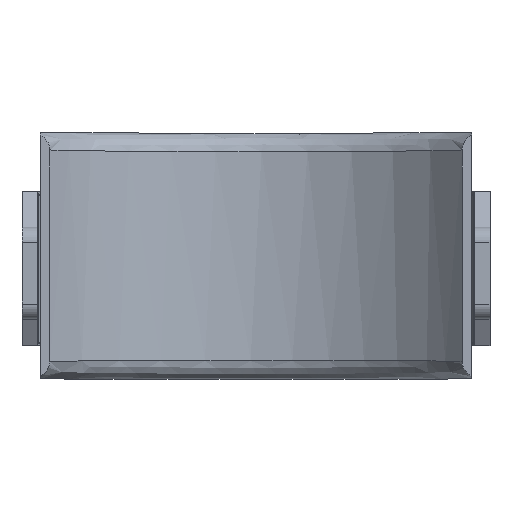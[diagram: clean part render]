
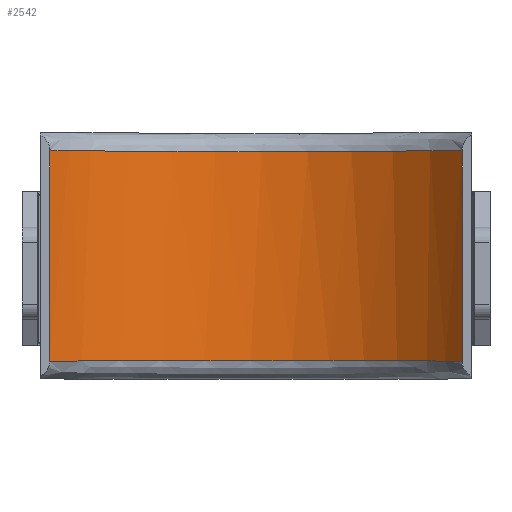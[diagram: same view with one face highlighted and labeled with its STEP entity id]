
A CAD part, front view. The second image highlights one B-rep face of the part: STEP entity #2542.
In plain terms, the highlighted cylindrical face has radius 43 mm (diameter 86 mm), a partial arc.
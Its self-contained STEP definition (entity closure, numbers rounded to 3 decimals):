
#78 = VECTOR ( 'NONE', #9375, 1000. ) ;
#84 = EDGE_CURVE ( 'NONE', #12247, #15249, #14409, .T. ) ;
#263 = CARTESIAN_POINT ( 'NONE',  ( -24.111, -7.251, 17.03 ) ) ;
#341 = CARTESIAN_POINT ( 'NONE',  ( -31.38, -13.557, 17.114 ) ) ;
#418 = CARTESIAN_POINT ( 'NONE',  ( 27.896, -10.238, 17.064 ) ) ;
#589 = CARTESIAN_POINT ( 'NONE',  ( 12.642, -1.777, -17.001 ) ) ;
#668 = CARTESIAN_POINT ( 'NONE',  ( 29.091, -11.293, -17.079 ) ) ;
#817 = CARTESIAN_POINT ( 'NONE',  ( 33.466, -16., -17.161 ) ) ;
#998 = EDGE_LOOP ( 'NONE', ( #2724, #7465, #4402, #1695 ) ) ;
#1151 = CARTESIAN_POINT ( 'NONE',  ( 33.466, -16., 17.161 ) ) ;
#1205 = B_SPLINE_CURVE_WITH_KNOTS ( 'NONE', 3,
 ( #1151, #13277, #9715, #12838, #8277, #14451, #418, #8120, #11831, #9358, #14079, #3481, #6959, #2677, #12190, #11028, #14528, #1587, #5865, #15325, #4633, #8198, #3837, #4711, #13355, #9437, #12998, #5142, #263, #12115, #15248, #10952, #11677, #341, #5067, #9792 ),
 .UNSPECIFIED., .F., .F.,
 ( 4, 2, 2, 2, 2, 2, 2, 2, 2, 2, 2, 2, 2, 2, 2, 2, 2, 4 ),
 ( 0., 0.002, 0.005, 0.01, 0.014, 0.017, 0.019, 0.029, 0.031, 0.034, 0.039, 0.048, 0.053, 0.058, 0.068, 0.07, 0.072, 0.077 ),
 .UNSPECIFIED. ) ;
#1587 = CARTESIAN_POINT ( 'NONE',  ( 6.398, -0.471, 16.999 ) ) ;
#1695 = ORIENTED_EDGE ( 'NONE', *, *, #15326, .T. ) ;
#1754 = CARTESIAN_POINT ( 'NONE',  ( -15.624, -2.907, -17.004 ) ) ;
#2049 = VECTOR ( 'NONE', #10838, 1000. ) ;
#2054 = CARTESIAN_POINT ( 'NONE',  ( 7.978, -0.739, -16.999 ) ) ;
#2169 = EDGE_CURVE ( 'NONE', #15249, #10070, #10122, .T. ) ;
#2395 = CARTESIAN_POINT ( 'NONE',  ( -33.466, -16., -17.161 ) ) ;
#2542 = ADVANCED_FACE ( 'NONE', ( #3834 ), #8555, .F. ) ;
#2571 = AXIS2_PLACEMENT_3D ( 'NONE', #3906, #13274, #2674 ) ;
#2674 = DIRECTION ( 'NONE',  ( -1., 0., 0. ) ) ;
#2677 = CARTESIAN_POINT ( 'NONE',  ( 15.644, -2.818, 17.003 ) ) ;
#2724 = ORIENTED_EDGE ( 'NONE', *, *, #84, .T. ) ;
#2768 = VERTEX_POINT ( 'NONE', #4586 ) ;
#2770 = CARTESIAN_POINT ( 'NONE',  ( -27.886, -10.259, -17.065 ) ) ;
#3224 = CARTESIAN_POINT ( 'NONE',  ( 5.6, -0.359, -16.999 ) ) ;
#3301 = CARTESIAN_POINT ( 'NONE',  ( 15.644, -2.818, -17.003 ) ) ;
#3481 = CARTESIAN_POINT ( 'NONE',  ( 19.983, -4.917, 17.014 ) ) ;
#3834 = FACE_OUTER_BOUND ( 'NONE', #998, .T. ) ;
#3837 = CARTESIAN_POINT ( 'NONE',  ( -6.395, -0.359, 16.999 ) ) ;
#3906 = CARTESIAN_POINT ( 'NONE',  ( 0., -43., 20. ) ) ;
#3924 = CARTESIAN_POINT ( 'NONE',  ( -29.673, -11.868, -17.088 ) ) ;
#4306 = CARTESIAN_POINT ( 'NONE',  ( 8.761, -0.894, -17. ) ) ;
#4402 = ORIENTED_EDGE ( 'NONE', *, *, #4441, .F. ) ;
#4441 = EDGE_CURVE ( 'NONE', #2768, #10070, #9990, .T. ) ;
#4462 = CARTESIAN_POINT ( 'NONE',  ( 6.398, -0.471, -16.999 ) ) ;
#4586 = CARTESIAN_POINT ( 'NONE',  ( 33.466, -16., 17.161 ) ) ;
#4633 = CARTESIAN_POINT ( 'NONE',  ( 1.597, 0., 16.999 ) ) ;
#4711 = CARTESIAN_POINT ( 'NONE',  ( -11.047, -1.413, 17. ) ) ;
#5067 = CARTESIAN_POINT ( 'NONE',  ( -32.455, -14.747, 17.136 ) ) ;
#5142 = CARTESIAN_POINT ( 'NONE',  ( -21.41, -5.574, 17.017 ) ) ;
#5156 = CARTESIAN_POINT ( 'NONE',  ( -21.41, -5.574, -17.017 ) ) ;
#5533 = CARTESIAN_POINT ( 'NONE',  ( -33.466, -16., 17.161 ) ) ;
#5846 = CARTESIAN_POINT ( 'NONE',  ( 33.466, -16., -17.161 ) ) ;
#5865 = CARTESIAN_POINT ( 'NONE',  ( 5.6, -0.359, 16.999 ) ) ;
#6476 = CARTESIAN_POINT ( 'NONE',  ( 32.961, -15.373, -17.148 ) ) ;
#6554 = CARTESIAN_POINT ( 'NONE',  ( 19.983, -4.917, -17.014 ) ) ;
#6629 = CARTESIAN_POINT ( 'NONE',  ( -6.395, -0.359, -16.999 ) ) ;
#6959 = CARTESIAN_POINT ( 'NONE',  ( 19.265, -4.548, 17.012 ) ) ;
#7465 = ORIENTED_EDGE ( 'NONE', *, *, #2169, .T. ) ;
#7487 = CARTESIAN_POINT ( 'NONE',  ( -27.269, -9.742, -17.059 ) ) ;
#7866 = CARTESIAN_POINT ( 'NONE',  ( 32.438, -14.762, -17.137 ) ) ;
#8120 = CARTESIAN_POINT ( 'NONE',  ( 25.403, -8.269, 17.041 ) ) ;
#8198 = CARTESIAN_POINT ( 'NONE',  ( -3.235, -0.001, 16.999 ) ) ;
#8277 = CARTESIAN_POINT ( 'NONE',  ( 30.802, -12.985, 17.105 ) ) ;
#8555 = CYLINDRICAL_SURFACE ( 'NONE', #2571, 43. ) ;
#8573 = CARTESIAN_POINT ( 'NONE',  ( -32.455, -14.747, -17.136 ) ) ;
#8647 = CARTESIAN_POINT ( 'NONE',  ( -29.088, -11.321, -17.08 ) ) ;
#8754 = CARTESIAN_POINT ( 'NONE',  ( 33.466, -16., 20. ) ) ;
#9025 = CARTESIAN_POINT ( 'NONE',  ( 27.896, -10.238, -17.064 ) ) ;
#9358 = CARTESIAN_POINT ( 'NONE',  ( 22.076, -6.091, 17.022 ) ) ;
#9375 = DIRECTION ( 'NONE',  ( 0., 0., -1. ) ) ;
#9437 = CARTESIAN_POINT ( 'NONE',  ( -15.624, -2.907, 17.004 ) ) ;
#9715 = CARTESIAN_POINT ( 'NONE',  ( 32.438, -14.762, 17.137 ) ) ;
#9792 = CARTESIAN_POINT ( 'NONE',  ( -33.466, -16., 17.161 ) ) ;
#9886 = CARTESIAN_POINT ( 'NONE',  ( -17.104, -3.516, -17.007 ) ) ;
#9990 = LINE ( 'NONE', #8754, #2049 ) ;
#10070 = VERTEX_POINT ( 'NONE', #5846 ) ;
#10122 = B_SPLINE_CURVE_WITH_KNOTS ( 'NONE', 3,
 ( #14543, #8573, #13291, #3924, #8647, #2770, #7487, #12207, #5156, #9886, #1754, #10262, #10186, #6629, #11500, #11194, #13670, #3224, #4462, #2054, #4306, #589, #3301, #11271, #6554, #12361, #14843, #11425, #14919, #9025, #668, #13825, #10337, #7866, #6476, #817 ),
 .UNSPECIFIED., .F., .F.,
 ( 4, 2, 2, 2, 2, 2, 2, 2, 2, 2, 2, 2, 2, 2, 2, 2, 2, 4 ),
 ( 0., 0.005, 0.007, 0.01, 0.019, 0.024, 0.029, 0.038, 0.043, 0.046, 0.048, 0.058, 0.06, 0.062, 0.067, 0.072, 0.074, 0.077 ),
 .UNSPECIFIED. ) ;
#10186 = CARTESIAN_POINT ( 'NONE',  ( -11.047, -1.413, -17. ) ) ;
#10262 = CARTESIAN_POINT ( 'NONE',  ( -12.583, -1.851, -17.001 ) ) ;
#10337 = CARTESIAN_POINT ( 'NONE',  ( 31.359, -13.568, -17.115 ) ) ;
#10838 = DIRECTION ( 'NONE',  ( 0., 0., -1. ) ) ;
#10952 = CARTESIAN_POINT ( 'NONE',  ( -29.088, -11.321, 17.08 ) ) ;
#11028 = CARTESIAN_POINT ( 'NONE',  ( 8.761, -0.894, 17. ) ) ;
#11194 = CARTESIAN_POINT ( 'NONE',  ( 1.597, 0., -16.999 ) ) ;
#11271 = CARTESIAN_POINT ( 'NONE',  ( 19.265, -4.548, -17.012 ) ) ;
#11425 = CARTESIAN_POINT ( 'NONE',  ( 24.104, -7.355, -17.033 ) ) ;
#11500 = CARTESIAN_POINT ( 'NONE',  ( -3.235, -0.001, -16.999 ) ) ;
#11677 = CARTESIAN_POINT ( 'NONE',  ( -29.673, -11.868, 17.088 ) ) ;
#11831 = CARTESIAN_POINT ( 'NONE',  ( 24.104, -7.355, 17.033 ) ) ;
#12115 = CARTESIAN_POINT ( 'NONE',  ( -27.269, -9.742, 17.059 ) ) ;
#12190 = CARTESIAN_POINT ( 'NONE',  ( 12.642, -1.777, 17.001 ) ) ;
#12207 = CARTESIAN_POINT ( 'NONE',  ( -24.111, -7.251, -17.03 ) ) ;
#12247 = VERTEX_POINT ( 'NONE', #5533 ) ;
#12361 = CARTESIAN_POINT ( 'NONE',  ( 21.388, -5.688, -17.019 ) ) ;
#12838 = CARTESIAN_POINT ( 'NONE',  ( 31.359, -13.568, 17.115 ) ) ;
#12998 = CARTESIAN_POINT ( 'NONE',  ( -17.104, -3.516, 17.007 ) ) ;
#13274 = DIRECTION ( 'NONE',  ( 0., 0., -1. ) ) ;
#13277 = CARTESIAN_POINT ( 'NONE',  ( 32.961, -15.373, 17.148 ) ) ;
#13291 = CARTESIAN_POINT ( 'NONE',  ( -31.38, -13.557, -17.114 ) ) ;
#13355 = CARTESIAN_POINT ( 'NONE',  ( -12.583, -1.851, 17.001 ) ) ;
#13670 = CARTESIAN_POINT ( 'NONE',  ( 3.202, -0.089, -16.999 ) ) ;
#13825 = CARTESIAN_POINT ( 'NONE',  ( 30.802, -12.985, -17.105 ) ) ;
#14079 = CARTESIAN_POINT ( 'NONE',  ( 21.388, -5.688, 17.019 ) ) ;
#14253 = CARTESIAN_POINT ( 'NONE',  ( -33.466, -16., 20. ) ) ;
#14409 = LINE ( 'NONE', #14253, #78 ) ;
#14451 = CARTESIAN_POINT ( 'NONE',  ( 29.091, -11.293, 17.079 ) ) ;
#14528 = CARTESIAN_POINT ( 'NONE',  ( 7.978, -0.739, 16.999 ) ) ;
#14543 = CARTESIAN_POINT ( 'NONE',  ( -33.466, -16., -17.161 ) ) ;
#14843 = CARTESIAN_POINT ( 'NONE',  ( 22.076, -6.091, -17.022 ) ) ;
#14919 = CARTESIAN_POINT ( 'NONE',  ( 25.403, -8.269, -17.041 ) ) ;
#15248 = CARTESIAN_POINT ( 'NONE',  ( -27.886, -10.259, 17.065 ) ) ;
#15249 = VERTEX_POINT ( 'NONE', #2395 ) ;
#15325 = CARTESIAN_POINT ( 'NONE',  ( 3.202, -0.089, 16.999 ) ) ;
#15326 = EDGE_CURVE ( 'NONE', #2768, #12247, #1205, .T. ) ;
